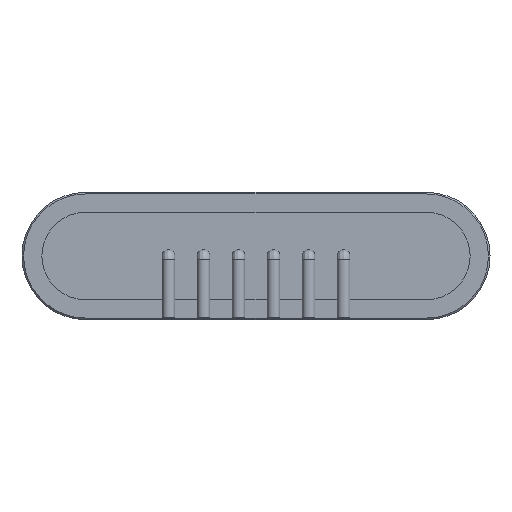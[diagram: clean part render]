
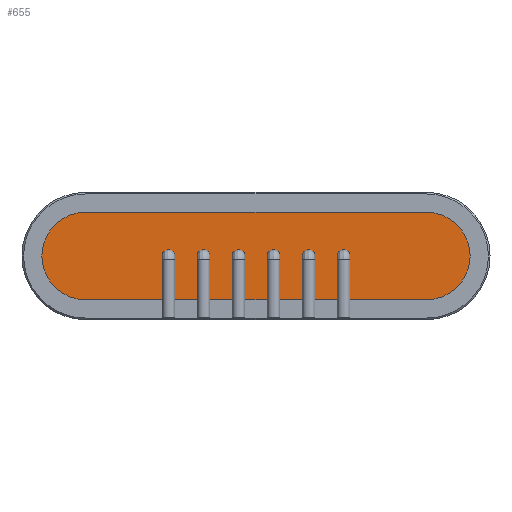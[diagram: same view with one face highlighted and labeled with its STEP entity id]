
A CAD part, left-side view. The second image highlights one B-rep face of the part: STEP entity #655.
In plain terms, the highlighted planar face has unit normal (-1, 0, 0).
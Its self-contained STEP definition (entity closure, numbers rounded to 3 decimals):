
#464 = VERTEX_POINT('',#465);
#465 = CARTESIAN_POINT('',(-2.6,-10.7,2.75));
#471 = EDGE_CURVE('',#464,#472,#474,.T.);
#472 = VERTEX_POINT('',#473);
#473 = CARTESIAN_POINT('',(-2.6,-10.7,-2.75));
#474 = CIRCLE('',#475,2.75);
#475 = AXIS2_PLACEMENT_3D('',#476,#477,#478);
#476 = CARTESIAN_POINT('',(-2.6,-10.7,0.));
#477 = DIRECTION('',(1.,0.,0.));
#478 = DIRECTION('',(0.,1.,0.));
#496 = EDGE_CURVE('',#472,#497,#499,.T.);
#497 = VERTEX_POINT('',#498);
#498 = CARTESIAN_POINT('',(-2.6,10.7,-2.75));
#499 = LINE('',#500,#501);
#500 = CARTESIAN_POINT('',(-2.6,-10.7,-2.75));
#501 = VECTOR('',#502,1.);
#502 = DIRECTION('',(0.,1.,0.));
#520 = EDGE_CURVE('',#497,#521,#523,.T.);
#521 = VERTEX_POINT('',#522);
#522 = CARTESIAN_POINT('',(-2.6,10.7,2.75));
#523 = CIRCLE('',#524,2.75);
#524 = AXIS2_PLACEMENT_3D('',#525,#526,#527);
#525 = CARTESIAN_POINT('',(-2.6,10.7,0.));
#526 = DIRECTION('',(1.,0.,0.));
#527 = DIRECTION('',(0.,1.,0.));
#545 = EDGE_CURVE('',#521,#464,#546,.T.);
#546 = LINE('',#547,#548);
#547 = CARTESIAN_POINT('',(-2.6,10.7,2.75));
#548 = VECTOR('',#549,1.);
#549 = DIRECTION('',(0.,-1.,0.));
#655 = ADVANCED_FACE('',(#656,#662,#673,#684,#695,#706,#717),#728,.F.);
#656 = FACE_BOUND('',#657,.F.);
#657 = EDGE_LOOP('',(#658,#659,#660,#661));
#658 = ORIENTED_EDGE('',*,*,#471,.T.);
#659 = ORIENTED_EDGE('',*,*,#496,.T.);
#660 = ORIENTED_EDGE('',*,*,#520,.T.);
#661 = ORIENTED_EDGE('',*,*,#545,.T.);
#662 = FACE_BOUND('',#663,.F.);
#663 = EDGE_LOOP('',(#664));
#664 = ORIENTED_EDGE('',*,*,#665,.F.);
#665 = EDGE_CURVE('',#666,#666,#668,.T.);
#666 = VERTEX_POINT('',#667);
#667 = CARTESIAN_POINT('',(-2.6,5.9,0.));
#668 = CIRCLE('',#669,0.4);
#669 = AXIS2_PLACEMENT_3D('',#670,#671,#672);
#670 = CARTESIAN_POINT('',(-2.6,5.5,0.));
#671 = DIRECTION('',(1.,0.,0.));
#672 = DIRECTION('',(0.,1.,0.));
#673 = FACE_BOUND('',#674,.F.);
#674 = EDGE_LOOP('',(#675));
#675 = ORIENTED_EDGE('',*,*,#676,.F.);
#676 = EDGE_CURVE('',#677,#677,#679,.T.);
#677 = VERTEX_POINT('',#678);
#678 = CARTESIAN_POINT('',(-2.6,3.7,0.));
#679 = CIRCLE('',#680,0.4);
#680 = AXIS2_PLACEMENT_3D('',#681,#682,#683);
#681 = CARTESIAN_POINT('',(-2.6,3.3,0.));
#682 = DIRECTION('',(1.,0.,0.));
#683 = DIRECTION('',(0.,1.,0.));
#684 = FACE_BOUND('',#685,.F.);
#685 = EDGE_LOOP('',(#686));
#686 = ORIENTED_EDGE('',*,*,#687,.F.);
#687 = EDGE_CURVE('',#688,#688,#690,.T.);
#688 = VERTEX_POINT('',#689);
#689 = CARTESIAN_POINT('',(-2.6,1.5,0.));
#690 = CIRCLE('',#691,0.4);
#691 = AXIS2_PLACEMENT_3D('',#692,#693,#694);
#692 = CARTESIAN_POINT('',(-2.6,1.1,0.));
#693 = DIRECTION('',(1.,0.,0.));
#694 = DIRECTION('',(0.,1.,0.));
#695 = FACE_BOUND('',#696,.F.);
#696 = EDGE_LOOP('',(#697));
#697 = ORIENTED_EDGE('',*,*,#698,.F.);
#698 = EDGE_CURVE('',#699,#699,#701,.T.);
#699 = VERTEX_POINT('',#700);
#700 = CARTESIAN_POINT('',(-2.6,-0.7,0.));
#701 = CIRCLE('',#702,0.4);
#702 = AXIS2_PLACEMENT_3D('',#703,#704,#705);
#703 = CARTESIAN_POINT('',(-2.6,-1.1,0.));
#704 = DIRECTION('',(1.,0.,0.));
#705 = DIRECTION('',(0.,1.,0.));
#706 = FACE_BOUND('',#707,.F.);
#707 = EDGE_LOOP('',(#708));
#708 = ORIENTED_EDGE('',*,*,#709,.F.);
#709 = EDGE_CURVE('',#710,#710,#712,.T.);
#710 = VERTEX_POINT('',#711);
#711 = CARTESIAN_POINT('',(-2.6,-2.9,0.));
#712 = CIRCLE('',#713,0.4);
#713 = AXIS2_PLACEMENT_3D('',#714,#715,#716);
#714 = CARTESIAN_POINT('',(-2.6,-3.3,0.));
#715 = DIRECTION('',(1.,0.,0.));
#716 = DIRECTION('',(0.,1.,0.));
#717 = FACE_BOUND('',#718,.F.);
#718 = EDGE_LOOP('',(#719));
#719 = ORIENTED_EDGE('',*,*,#720,.F.);
#720 = EDGE_CURVE('',#721,#721,#723,.T.);
#721 = VERTEX_POINT('',#722);
#722 = CARTESIAN_POINT('',(-2.6,-5.1,0.));
#723 = CIRCLE('',#724,0.4);
#724 = AXIS2_PLACEMENT_3D('',#725,#726,#727);
#725 = CARTESIAN_POINT('',(-2.6,-5.5,0.));
#726 = DIRECTION('',(1.,0.,0.));
#727 = DIRECTION('',(0.,1.,0.));
#728 = PLANE('',#729);
#729 = AXIS2_PLACEMENT_3D('',#730,#731,#732);
#730 = CARTESIAN_POINT('',(-2.6,0.,0.));
#731 = DIRECTION('',(1.,0.,0.));
#732 = DIRECTION('',(0.,0.,1.));
